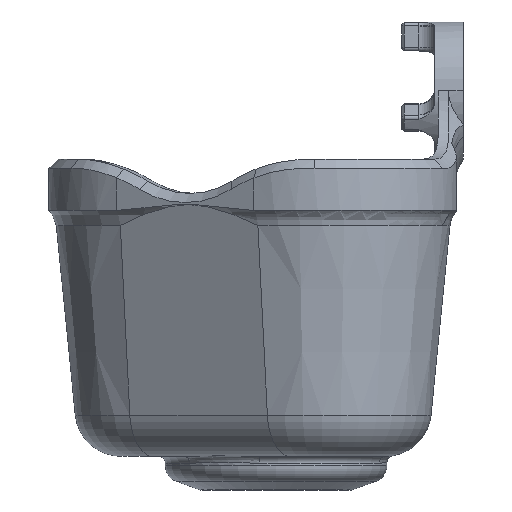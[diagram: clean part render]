
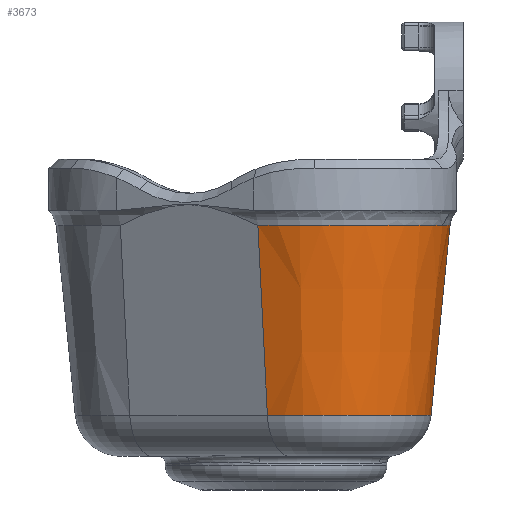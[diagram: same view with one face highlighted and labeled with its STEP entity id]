
A CAD part, left-side view. The second image highlights one B-rep face of the part: STEP entity #3673.
In plain terms, the highlighted conical face has half-angle 5.711 degrees and reference radius 5.694 mm.
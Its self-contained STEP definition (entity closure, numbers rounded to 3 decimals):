
#69=CONICAL_SURFACE('',#4145,5.694,0.1);
#378=FACE_OUTER_BOUND('',#605,.T.);
#605=EDGE_LOOP('',(#3245,#3246,#3247,#3248));
#879=CIRCLE('',#3992,4.774);
#957=CIRCLE('',#4141,5.604);
#1101=LINE('',#6636,#1310);
#1170=LINE('',#7253,#1379);
#1310=VECTOR('',#4885,1000.);
#1379=VECTOR('',#5242,1000.);
#1448=VERTEX_POINT('',#5808);
#1599=VERTEX_POINT('',#6613);
#1606=VERTEX_POINT('',#6635);
#1701=VERTEX_POINT('',#7246);
#2052=EDGE_CURVE('',#1599,#1448,#879,.T.);
#2062=EDGE_CURVE('',#1606,#1448,#1101,.T.);
#2229=EDGE_CURVE('',#1606,#1701,#957,.F.);
#2233=EDGE_CURVE('',#1599,#1701,#1170,.T.);
#3245=ORIENTED_EDGE('',*,*,#2233,.T.);
#3246=ORIENTED_EDGE('',*,*,#2229,.F.);
#3247=ORIENTED_EDGE('',*,*,#2062,.T.);
#3248=ORIENTED_EDGE('',*,*,#2052,.F.);
#3673=ADVANCED_FACE('',(#378),#69,.T.);
#3992=AXIS2_PLACEMENT_3D('',#6615,#4861,#4862);
#4141=AXIS2_PLACEMENT_3D('',#7247,#5231,#5232);
#4145=AXIS2_PLACEMENT_3D('',#7252,#5240,#5241);
#4861=DIRECTION('center_axis',(0.,0.,-1.));
#4862=DIRECTION('ref_axis',(-1.,0.,0.));
#4885=DIRECTION('',(0.086,-0.05,-0.995));
#5231=DIRECTION('center_axis',(0.,0.,-1.));
#5232=DIRECTION('ref_axis',(-1.,0.,0.));
#5240=DIRECTION('center_axis',(0.,0.,1.));
#5241=DIRECTION('ref_axis',(-1.,0.,0.));
#5242=DIRECTION('',(0.,-0.1,0.995));
#5808=CARTESIAN_POINT('',(-7.609,0.381,-1.199));
#6613=CARTESIAN_POINT('',(-3.475,-6.78,-1.199));
#6615=CARTESIAN_POINT('Origin',(-3.475,-2.006,-1.199));
#6635=CARTESIAN_POINT('',(-8.328,0.796,7.1));
#6636=CARTESIAN_POINT('',(-8.406,0.841,8.));
#7246=CARTESIAN_POINT('',(-3.475,-7.61,7.1));
#7247=CARTESIAN_POINT('Origin',(-3.475,-2.006,7.1));
#7252=CARTESIAN_POINT('Origin',(-3.475,-2.006,8.));
#7253=CARTESIAN_POINT('',(-3.475,-6.7,-2.));
